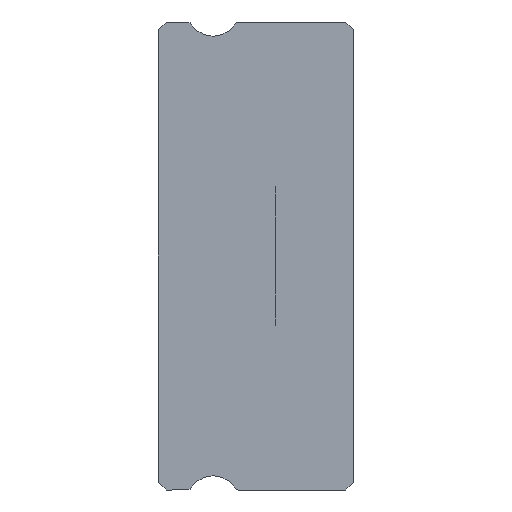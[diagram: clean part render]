
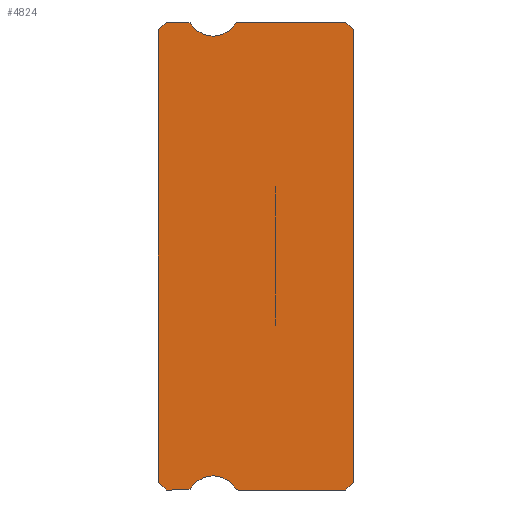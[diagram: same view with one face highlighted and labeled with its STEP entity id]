
A CAD part, left-side view. The second image highlights one B-rep face of the part: STEP entity #4824.
In plain terms, the highlighted planar face has unit normal (-1, 0, 0).
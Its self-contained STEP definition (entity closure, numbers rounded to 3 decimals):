
#44 = CARTESIAN_POINT ( 'NONE',  ( -5., 0., -8.7 ) ) ;
#63 = CARTESIAN_POINT ( 'NONE',  ( -5., 7.2, 9. ) ) ;
#88 = EDGE_CURVE ( 'NONE', #4088, #5194, #4165, .T. ) ;
#95 = ORIENTED_EDGE ( 'NONE', *, *, #4248, .F. ) ;
#117 = CARTESIAN_POINT ( 'NONE',  ( -5., 0.3, 9. ) ) ;
#190 = VERTEX_POINT ( 'NONE', #4004 ) ;
#226 = CARTESIAN_POINT ( 'NONE',  ( -5., 7.2, -9. ) ) ;
#247 = PLANE ( 'NONE',  #581 ) ;
#254 = EDGE_CURVE ( 'NONE', #5068, #430, #2500, .T. ) ;
#257 = ORIENTED_EDGE ( 'NONE', *, *, #5322, .F. ) ;
#282 = ORIENTED_EDGE ( 'NONE', *, *, #1281, .F. ) ;
#326 = VECTOR ( 'NONE', #640, 1000. ) ;
#336 = DIRECTION ( 'NONE',  ( 0., 0., 1. ) ) ;
#430 = VERTEX_POINT ( 'NONE', #575 ) ;
#476 = CIRCLE ( 'NONE', #4903, 0.15 ) ;
#488 = EDGE_CURVE ( 'NONE', #2249, #1976, #582, .T. ) ;
#575 = CARTESIAN_POINT ( 'NONE',  ( -5., 0., 8.7 ) ) ;
#578 = AXIS2_PLACEMENT_3D ( 'NONE', #4042, #2753, #3178 ) ;
#581 = AXIS2_PLACEMENT_3D ( 'NONE', #2003, #2852, #598 ) ;
#582 = CIRCLE ( 'NONE', #1487, 0.15 ) ;
#589 = DIRECTION ( 'NONE',  ( 0., 0.707, -0.707 ) ) ;
#598 = DIRECTION ( 'NONE',  ( 0., 0., -1. ) ) ;
#640 = DIRECTION ( 'NONE',  ( 0., -0.707, -0.707 ) ) ;
#801 = EDGE_CURVE ( 'NONE', #1976, #828, #5258, .T. ) ;
#828 = VERTEX_POINT ( 'NONE', #117 ) ;
#908 = CIRCLE ( 'NONE', #4339, 0.15 ) ;
#955 = DIRECTION ( 'NONE',  ( 0., 1., 0. ) ) ;
#1015 = DIRECTION ( 'NONE',  ( -1., 0., 0. ) ) ;
#1021 = VECTOR ( 'NONE', #336, 1000. ) ;
#1039 = EDGE_LOOP ( 'NONE', ( #95, #3370, #4326, #257, #2161, #3875, #4394, #5376, #3013, #2532, #4218, #2045, #3152, #282, #1248, #1841, #3087 ) ) ;
#1044 = EDGE_CURVE ( 'NONE', #5095, #4362, #2217, .T. ) ;
#1049 = DIRECTION ( 'NONE',  ( 0., 0., -1. ) ) ;
#1084 = CARTESIAN_POINT ( 'NONE',  ( -5., 4.547, 8.928 ) ) ;
#1155 = CARTESIAN_POINT ( 'NONE',  ( -5., 0., 8.7 ) ) ;
#1172 = CARTESIAN_POINT ( 'NONE',  ( -5., 4.419, 8.85 ) ) ;
#1214 = CARTESIAN_POINT ( 'NONE',  ( -5., 6.253, 8.928 ) ) ;
#1220 = CIRCLE ( 'NONE', #578, 1. ) ;
#1233 = CARTESIAN_POINT ( 'NONE',  ( -5., 4.547, -8.928 ) ) ;
#1248 = ORIENTED_EDGE ( 'NONE', *, *, #3622, .F. ) ;
#1281 = EDGE_CURVE ( 'NONE', #5579, #4305, #1220, .T. ) ;
#1284 = CARTESIAN_POINT ( 'NONE',  ( -5., 4.419, -9. ) ) ;
#1341 = CARTESIAN_POINT ( 'NONE',  ( -5., 6.381, -9. ) ) ;
#1407 = EDGE_CURVE ( 'NONE', #190, #4088, #3792, .T. ) ;
#1416 = CARTESIAN_POINT ( 'NONE',  ( -5., 6.381, 9. ) ) ;
#1425 = LINE ( 'NONE', #63, #2576 ) ;
#1487 = AXIS2_PLACEMENT_3D ( 'NONE', #1172, #3324, #2033 ) ;
#1491 = AXIS2_PLACEMENT_3D ( 'NONE', #2868, #3312, #4158 ) ;
#1637 = AXIS2_PLACEMENT_3D ( 'NONE', #4719, #5540, #4317 ) ;
#1812 = VERTEX_POINT ( 'NONE', #4236 ) ;
#1841 = ORIENTED_EDGE ( 'NONE', *, *, #5259, .T. ) ;
#1919 = LINE ( 'NONE', #3647, #326 ) ;
#1976 = VERTEX_POINT ( 'NONE', #4294 ) ;
#1992 = VERTEX_POINT ( 'NONE', #2977 ) ;
#2003 = CARTESIAN_POINT ( 'NONE',  ( -5., 6.381, 8.85 ) ) ;
#2005 = VECTOR ( 'NONE', #4291, 1000. ) ;
#2024 = CARTESIAN_POINT ( 'NONE',  ( -5., 7.2, -9. ) ) ;
#2033 = DIRECTION ( 'NONE',  ( 0., 0., -1. ) ) ;
#2044 = EDGE_CURVE ( 'NONE', #4489, #5095, #3899, .T. ) ;
#2045 = ORIENTED_EDGE ( 'NONE', *, *, #488, .F. ) ;
#2161 = ORIENTED_EDGE ( 'NONE', *, *, #1044, .F. ) ;
#2192 = EDGE_CURVE ( 'NONE', #1812, #4489, #4828, .T. ) ;
#2210 = VECTOR ( 'NONE', #589, 1000. ) ;
#2217 = CIRCLE ( 'NONE', #4564, 1. ) ;
#2249 = VERTEX_POINT ( 'NONE', #1084 ) ;
#2254 = DIRECTION ( 'NONE',  ( 0., 1., 0. ) ) ;
#2340 = CARTESIAN_POINT ( 'NONE',  ( -5., 6.381, 8.85 ) ) ;
#2460 = DIRECTION ( 'NONE',  ( 1., 0., 0. ) ) ;
#2500 = LINE ( 'NONE', #1155, #1021 ) ;
#2532 = ORIENTED_EDGE ( 'NONE', *, *, #4024, .F. ) ;
#2576 = VECTOR ( 'NONE', #2254, 1000. ) ;
#2608 = EDGE_CURVE ( 'NONE', #5068, #1812, #3718, .T. ) ;
#2725 = CARTESIAN_POINT ( 'NONE',  ( -5., 7.5, 8.85 ) ) ;
#2746 = LINE ( 'NONE', #2725, #5179 ) ;
#2753 = DIRECTION ( 'NONE',  ( -1., 0., 0. ) ) ;
#2767 = CIRCLE ( 'NONE', #1491, 1. ) ;
#2852 = DIRECTION ( 'NONE',  ( 1., 0., 0. ) ) ;
#2864 = VECTOR ( 'NONE', #4364, 1000. ) ;
#2868 = CARTESIAN_POINT ( 'NONE',  ( -5., 5.4, 9.45 ) ) ;
#2963 = VERTEX_POINT ( 'NONE', #5169 ) ;
#2977 = CARTESIAN_POINT ( 'NONE',  ( -5., 7.2, 9. ) ) ;
#3013 = ORIENTED_EDGE ( 'NONE', *, *, #254, .T. ) ;
#3071 = CARTESIAN_POINT ( 'NONE',  ( -5., 6.381, 9. ) ) ;
#3087 = ORIENTED_EDGE ( 'NONE', *, *, #5481, .T. ) ;
#3152 = ORIENTED_EDGE ( 'NONE', *, *, #4007, .F. ) ;
#3178 = DIRECTION ( 'NONE',  ( 0., 0., -1. ) ) ;
#3200 = CARTESIAN_POINT ( 'NONE',  ( -5., 7.5, 8.7 ) ) ;
#3230 = LINE ( 'NONE', #3200, #2210 ) ;
#3297 = VECTOR ( 'NONE', #5518, 1000. ) ;
#3312 = DIRECTION ( 'NONE',  ( -1., 0., 0. ) ) ;
#3324 = DIRECTION ( 'NONE',  ( 1., 0., 0. ) ) ;
#3346 = DIRECTION ( 'NONE',  ( 0., 0., -1. ) ) ;
#3370 = ORIENTED_EDGE ( 'NONE', *, *, #1407, .T. ) ;
#3622 = EDGE_CURVE ( 'NONE', #3828, #5579, #908, .T. ) ;
#3631 = CARTESIAN_POINT ( 'NONE',  ( -5., 5.4, -9.45 ) ) ;
#3647 = CARTESIAN_POINT ( 'NONE',  ( -5., 0.3, 9. ) ) ;
#3718 = LINE ( 'NONE', #44, #2005 ) ;
#3772 = DIRECTION ( 'NONE',  ( 1., 0., 0. ) ) ;
#3792 = LINE ( 'NONE', #2024, #3297 ) ;
#3828 = VERTEX_POINT ( 'NONE', #1416 ) ;
#3837 = CARTESIAN_POINT ( 'NONE',  ( -5., 0., -8.7 ) ) ;
#3875 = ORIENTED_EDGE ( 'NONE', *, *, #2044, .F. ) ;
#3899 = CIRCLE ( 'NONE', #1637, 0.15 ) ;
#4004 = CARTESIAN_POINT ( 'NONE',  ( -5., 7.5, -8.7 ) ) ;
#4007 = EDGE_CURVE ( 'NONE', #4305, #2249, #2767, .T. ) ;
#4024 = EDGE_CURVE ( 'NONE', #828, #430, #1919, .T. ) ;
#4030 = CARTESIAN_POINT ( 'NONE',  ( -5., 6.381, -9. ) ) ;
#4042 = CARTESIAN_POINT ( 'NONE',  ( -5., 5.4, 9.45 ) ) ;
#4088 = VERTEX_POINT ( 'NONE', #226 ) ;
#4113 = FACE_OUTER_BOUND ( 'NONE', #1039, .T. ) ;
#4149 = CARTESIAN_POINT ( 'NONE',  ( -5., 6.253, -8.928 ) ) ;
#4158 = DIRECTION ( 'NONE',  ( 0., 0., -1. ) ) ;
#4165 = LINE ( 'NONE', #4193, #4467 ) ;
#4193 = CARTESIAN_POINT ( 'NONE',  ( -5., 6.381, -9. ) ) ;
#4218 = ORIENTED_EDGE ( 'NONE', *, *, #801, .F. ) ;
#4236 = CARTESIAN_POINT ( 'NONE',  ( -5., 0.3, -9. ) ) ;
#4245 = CARTESIAN_POINT ( 'NONE',  ( -5., 6.381, -8.85 ) ) ;
#4248 = EDGE_CURVE ( 'NONE', #190, #2963, #2746, .T. ) ;
#4291 = DIRECTION ( 'NONE',  ( 0., 0.707, -0.707 ) ) ;
#4294 = CARTESIAN_POINT ( 'NONE',  ( -5., 4.419, 9. ) ) ;
#4305 = VERTEX_POINT ( 'NONE', #5297 ) ;
#4317 = DIRECTION ( 'NONE',  ( 0., 0., -1. ) ) ;
#4326 = ORIENTED_EDGE ( 'NONE', *, *, #88, .T. ) ;
#4339 = AXIS2_PLACEMENT_3D ( 'NONE', #2340, #2460, #1049 ) ;
#4347 = VECTOR ( 'NONE', #955, 1000. ) ;
#4362 = VERTEX_POINT ( 'NONE', #4149 ) ;
#4364 = DIRECTION ( 'NONE',  ( 0., -1., 0. ) ) ;
#4394 = ORIENTED_EDGE ( 'NONE', *, *, #2192, .F. ) ;
#4467 = VECTOR ( 'NONE', #5461, 1000. ) ;
#4483 = DIRECTION ( 'NONE',  ( 0., 0., -1. ) ) ;
#4489 = VERTEX_POINT ( 'NONE', #1284 ) ;
#4564 = AXIS2_PLACEMENT_3D ( 'NONE', #3631, #1015, #4483 ) ;
#4719 = CARTESIAN_POINT ( 'NONE',  ( -5., 4.419, -8.85 ) ) ;
#4775 = DIRECTION ( 'NONE',  ( 0., 0., 1. ) ) ;
#4824 = ADVANCED_FACE ( 'NONE', ( #4113 ), #247, .F. ) ;
#4828 = LINE ( 'NONE', #4030, #4347 ) ;
#4903 = AXIS2_PLACEMENT_3D ( 'NONE', #4245, #3772, #3346 ) ;
#5068 = VERTEX_POINT ( 'NONE', #3837 ) ;
#5095 = VERTEX_POINT ( 'NONE', #1233 ) ;
#5169 = CARTESIAN_POINT ( 'NONE',  ( -5., 7.5, 8.7 ) ) ;
#5179 = VECTOR ( 'NONE', #4775, 1000. ) ;
#5194 = VERTEX_POINT ( 'NONE', #1341 ) ;
#5258 = LINE ( 'NONE', #3071, #2864 ) ;
#5259 = EDGE_CURVE ( 'NONE', #3828, #1992, #1425, .T. ) ;
#5297 = CARTESIAN_POINT ( 'NONE',  ( -5., 5.4, 8.45 ) ) ;
#5322 = EDGE_CURVE ( 'NONE', #4362, #5194, #476, .T. ) ;
#5376 = ORIENTED_EDGE ( 'NONE', *, *, #2608, .F. ) ;
#5461 = DIRECTION ( 'NONE',  ( 0., -1., 0. ) ) ;
#5481 = EDGE_CURVE ( 'NONE', #1992, #2963, #3230, .T. ) ;
#5518 = DIRECTION ( 'NONE',  ( 0., -0.707, -0.707 ) ) ;
#5540 = DIRECTION ( 'NONE',  ( 1., 0., 0. ) ) ;
#5579 = VERTEX_POINT ( 'NONE', #1214 ) ;
